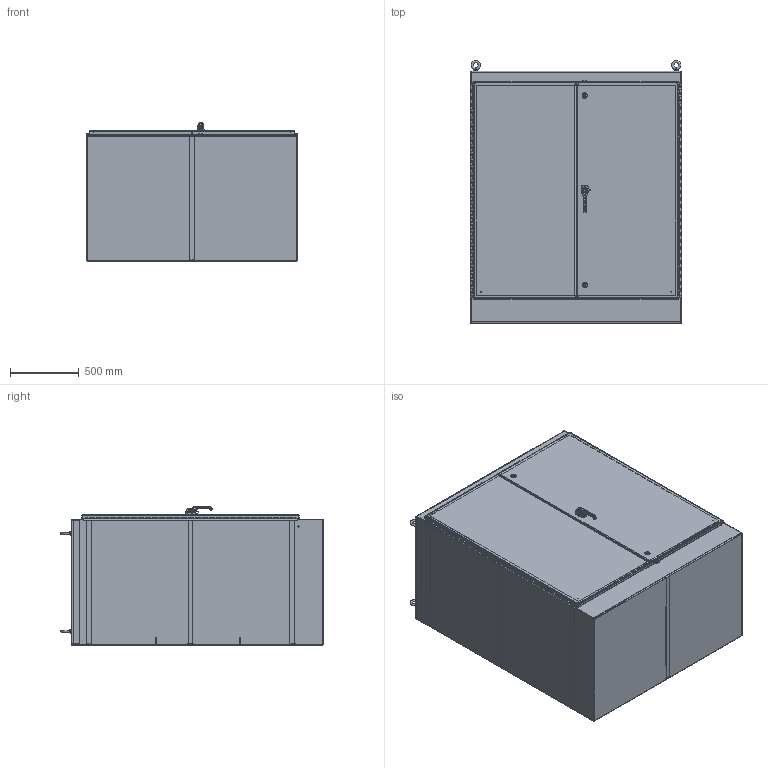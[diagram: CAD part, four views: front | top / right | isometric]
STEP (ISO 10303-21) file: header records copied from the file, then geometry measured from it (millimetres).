
FILE_DESCRIPTION(/* description */ ('ENCL,N12,FSDSS,2D,72X60X36'),/* implementation_level */ '2;1');
FILE_NAME(/* name */ 'WA726036FSDSS.stp',/* time_stamp */ '2021-01-23T08:14:51-06:00',/* author */ ('KA'),/* organization */ (''),/* preprocessor_version */ 'ST-DEVELOPER v18.1',/* originating_system */ 'Autodesk Inventor 2020',/* authorisation */ '');
FILE_SCHEMA (('AUTOMOTIVE_DESIGN { 1 0 10303 214 3 1 1 }'));
Products named in the file (49): WA726036FSDSS; HFW3026; 316298; WA_FSDSSST-60; 328131; 328131_1; 328131T; 328131L; 328131P; WA7260FSDSSFB; WA6036FSDSSBTM; WA6036FSDSSTOP; WA36FSDSSEBA; WA72FSDSTRIPGSKT; WA_FSDSSDPE; WA72FSDSSDP; WA7260FSDSSLDR; WA7260FSDSSSDR; LARGE_DOOR_ROD_ASSM-37029; HFW31712; 1091-903_AF0; 1091-903_AF0_1; 1091-903_AF0_2; PLASTIC-ROLLER-CAM_AF0_ASM; PLASTIC-ROLLER-CAM_AF1; 7379-M6-8X25_AF0; LOCK-NUT_AF0; SUPPORT-ROLL_AF0; 1091-BR11_AF0; 37029; ANSI B18.6.3 - 3/8-16 UNC - 1.75; HFW3762; 31215; 3862; HFW312002; CP10184202R01_Standard; CP10184202R01_Deep Recess; CP10184202R03 MODIFY; CP10184202R02; CP10184202R04 ...
Assembly tree (84 placements, depth 5):
  WA726036FSDSS
    FUN00132_35.25  x8
    HFW3026  x4
    316298  x4
    WA_FSDSSST-60  x2
    328131
      328131T
      328131L
      328131P
    328131_1
      328131T
      328131L
      328131P
    WA7260FSDSSFB
    WA6036FSDSSBTM
    WA6036FSDSSTOP
    WA36FSDSSEBA  x2
    38846  x6
    WA72FSDSTRIPGSKT
    WA7260FSDFIP  x2
    WA_FSDSSDPE  x2
    WA72FSDSSDP
    WA7260FSDSSLDR
    WA7260FSDSSSDR
    LARGE_DOOR_ROD_ASSM-37029
      HFW31712
        1091-903_AF0
          1091-903_AF0_1
          1091-903_AF0_2
        PLASTIC-ROLLER-CAM_AF0_ASM
          PLASTIC-ROLLER-CAM_AF1
          7379-M6-8X25_AF0
          LOCK-NUT_AF0
        SUPPORT-ROLL_AF0
        1091-BR11_AF0
      37029  x2
      ANSI B18.6.3 - 3/8-16 UNC - 1.75  x2
      HFW3762  x4
      31215  x2
      3862  x2
    HFW312002  x2
      CP10184202R01_Standard
        CP10184202R01_Deep Recess
        CP10184202R03 MODIFY
      CP10184202R02
      CP10184202R04
        _22030_0932_Spring_Plunger__1_b_2
        _22030_0932_Spring_Plunger__1_a_4
    32450
    WA7236FSDSSLS
    WA7236FSDSSRS
    349131  x4
Bounding box: 1527.57 x 1911.26 x 1007.38 mm (x, y, z)
Volume: 46258305.9 mm3; surface area: 27773566.5 mm2
Topology: 78 solids, 1559 shells, 4251 faces, 14081 edges, 11456 vertices
Faces by surface type: plane 1749, cylinder 1313, bspline 512, torus 322, cone 227, sphere 128
Full cylindrical faces by diameter (mm): 1.5 x2, 3.5 x2, 3.9 x1, 4.2 x2, 4.5 x2, 4.773 x2, 5 x5, 5.16 x20, 6 x3, 6.128 x2, 6.172 x2, 6.35 x16, 6.41 x2, 6.535 x16, 7.112 x3, 7.144 x2, 7.938 x2, 8 x1, 8.153 x2, 8.2 x1, 8.56 x6, 8.7 x2, 9.525 x2, 10 x2, 10.16 x4, 12 x4, 12.7 x2, 13 x1, 13.2 x1, 14.287 x2
Entity records: 197162 total; most frequent: CARTESIAN_POINT 102167, DIRECTION 17532, ORIENTED_EDGE 14180, EDGE_CURVE 10462, VERTEX_POINT 9130, AXIS2_PLACEMENT_3D 6232, LINE 5068, VECTOR 5068
